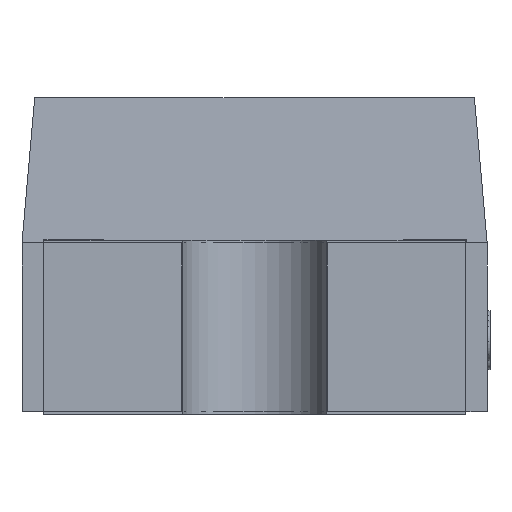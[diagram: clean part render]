
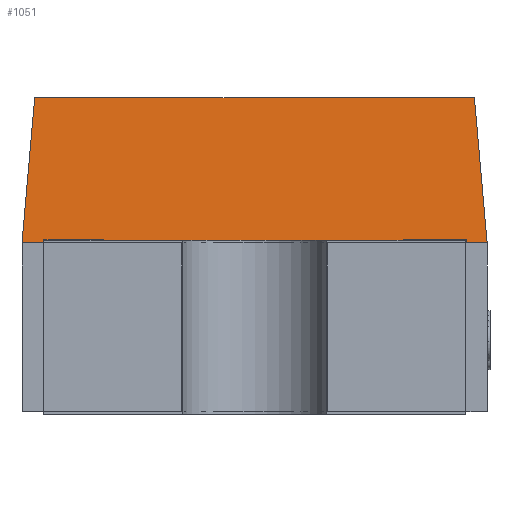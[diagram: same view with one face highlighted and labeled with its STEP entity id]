
A CAD part, left-side view. The second image highlights one B-rep face of the part: STEP entity #1051.
In plain terms, the highlighted planar face has unit normal (-0.996, 0, 0.087).
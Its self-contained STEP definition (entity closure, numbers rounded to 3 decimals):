
#161 = CARTESIAN_POINT ( 'NONE',  ( -1., 0.8, 0.58 ) ) ;
#262 = EDGE_CURVE ( 'NONE', #4804, #11668, #14479, .T. ) ;
#514 = CARTESIAN_POINT ( 'NONE',  ( -0.956, -0.756, 1.08 ) ) ;
#1051 = ADVANCED_FACE ( 'NONE', ( #10840 ), #7153, .T. ) ;
#1254 = ORIENTED_EDGE ( 'NONE', *, *, #262, .F. ) ;
#1591 = DIRECTION ( 'NONE',  ( -0.996, 0., 0.087 ) ) ;
#2292 = CARTESIAN_POINT ( 'NONE',  ( -1., 0.8, 0.58 ) ) ;
#3571 = EDGE_LOOP ( 'NONE', ( #7640, #1254, #7257, #13010 ) ) ;
#3618 = VERTEX_POINT ( 'NONE', #9383 ) ;
#3855 = DIRECTION ( 'NONE',  ( 0., -1., 0. ) ) ;
#4105 = EDGE_CURVE ( 'NONE', #3618, #4804, #7461, .T. ) ;
#4269 = VECTOR ( 'NONE', #6921, 1000. ) ;
#4474 = CARTESIAN_POINT ( 'NONE',  ( -1., 0.8, 0.58 ) ) ;
#4660 = LINE ( 'NONE', #12260, #10356 ) ;
#4804 = VERTEX_POINT ( 'NONE', #514 ) ;
#6780 = AXIS2_PLACEMENT_3D ( 'NONE', #161, #1591, #7561 ) ;
#6921 = DIRECTION ( 'NONE',  ( -0.087, -0.087, -0.992 ) ) ;
#7153 = PLANE ( 'NONE',  #6780 ) ;
#7257 = ORIENTED_EDGE ( 'NONE', *, *, #4105, .F. ) ;
#7461 = LINE ( 'NONE', #12331, #9038 ) ;
#7561 = DIRECTION ( 'NONE',  ( 0.087, 0., 0.996 ) ) ;
#7640 = ORIENTED_EDGE ( 'NONE', *, *, #13726, .T. ) ;
#8518 = DIRECTION ( 'NONE',  ( 0., -1., 0. ) ) ;
#8874 = CARTESIAN_POINT ( 'NONE',  ( -1., -0.8, 0.58 ) ) ;
#9038 = VECTOR ( 'NONE', #3855, 1000. ) ;
#9383 = CARTESIAN_POINT ( 'NONE',  ( -0.956, 0.756, 1.08 ) ) ;
#9392 = DIRECTION ( 'NONE',  ( -0.087, 0.087, -0.992 ) ) ;
#9682 = CARTESIAN_POINT ( 'NONE',  ( -1., -0.8, 0.58 ) ) ;
#9794 = VERTEX_POINT ( 'NONE', #2292 ) ;
#10356 = VECTOR ( 'NONE', #8518, 1000. ) ;
#10417 = LINE ( 'NONE', #4474, #15352 ) ;
#10840 = FACE_OUTER_BOUND ( 'NONE', #3571, .T. ) ;
#11668 = VERTEX_POINT ( 'NONE', #8874 ) ;
#12260 = CARTESIAN_POINT ( 'NONE',  ( -1., 0.8, 0.58 ) ) ;
#12331 = CARTESIAN_POINT ( 'NONE',  ( -0.956, 0.8, 1.08 ) ) ;
#13010 = ORIENTED_EDGE ( 'NONE', *, *, #15706, .T. ) ;
#13726 = EDGE_CURVE ( 'NONE', #9794, #11668, #4660, .T. ) ;
#14479 = LINE ( 'NONE', #9682, #4269 ) ;
#15352 = VECTOR ( 'NONE', #9392, 1000. ) ;
#15706 = EDGE_CURVE ( 'NONE', #3618, #9794, #10417, .T. ) ;
